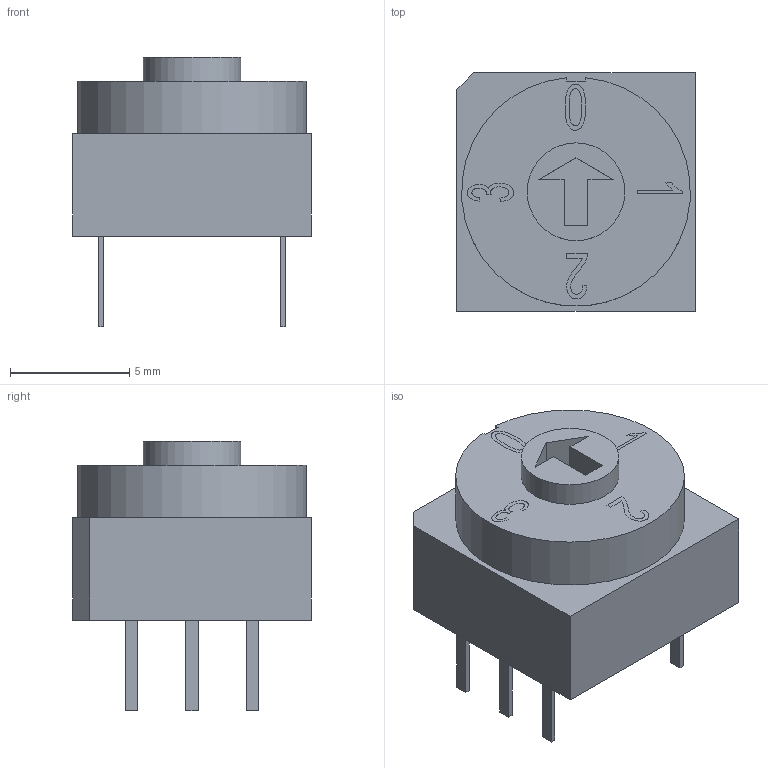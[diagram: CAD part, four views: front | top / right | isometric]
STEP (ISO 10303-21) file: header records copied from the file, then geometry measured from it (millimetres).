
FILE_DESCRIPTION((' '),'2;1');
FILE_NAME('RDTDx04P1x.stp','2017-07-31T10:54:33',(' '),(' '),' ','ACIS',' ');
FILE_SCHEMA(('CONFIG_CONTROL_DESIGN'));
Length unit declared in the file: inch
Products named in the file (1): RDTDx04P1x.stp
Bounding box: 10 x 10 x 11.3 mm (x, y, z)
Volume: 579.1 mm3; surface area: 558.2 mm2
Topology: 1 solids, 2 shells, 60 faces, 171 edges, 129 vertices
Faces by surface type: plane 57, cylinder 3
Full cylindrical faces by diameter (mm): 4.1 x2
Entity records: 2107 total; most frequent: CARTESIAN_POINT 452, ORIENTED_EDGE 338, DIRECTION 265, EDGE_CURVE 169, VECTOR 131, LINE 131, VERTEX_POINT 129, EDGE_LOOP 76
